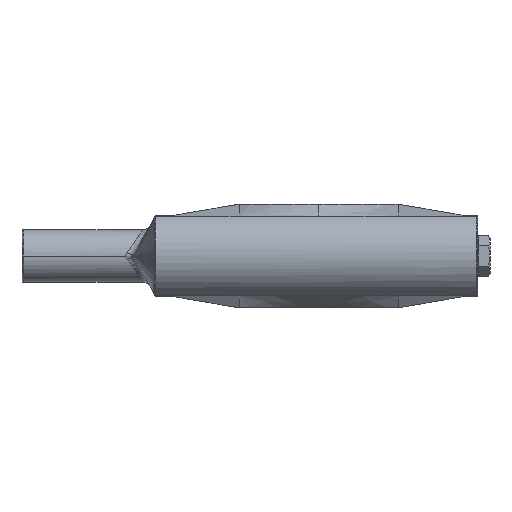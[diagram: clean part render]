
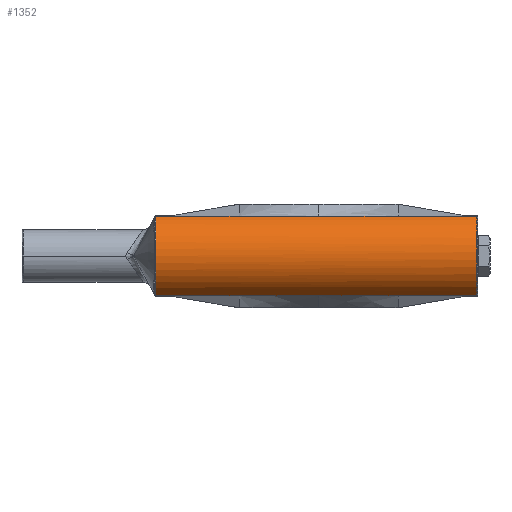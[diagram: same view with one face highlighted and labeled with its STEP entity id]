
A CAD part, left-side view. The second image highlights one B-rep face of the part: STEP entity #1352.
In plain terms, the highlighted cylindrical face has radius 14.224 mm (diameter 28.448 mm), a partial arc.
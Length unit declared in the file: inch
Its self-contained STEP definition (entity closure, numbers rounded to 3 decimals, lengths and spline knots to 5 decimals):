
#15 = DIRECTION ( 'NONE',  ( 0., 1., 0. ) ) ;
#34 = CARTESIAN_POINT ( 'NONE',  ( -1.92919, 1.12934, -0.5 ) ) ;
#150 = VERTEX_POINT ( 'NONE', #3156 ) ;
#215 = VECTOR ( 'NONE', #4427, 39.37008 ) ;
#239 = CARTESIAN_POINT ( 'NONE',  ( -1.92919, 0.938, -0.5 ) ) ;
#330 = DIRECTION ( 'NONE',  ( 0., 0., -1. ) ) ;
#420 = VERTEX_POINT ( 'NONE', #822 ) ;
#431 = EDGE_CURVE ( 'NONE', #1104, #420, #2098, .T. ) ;
#501 = FACE_OUTER_BOUND ( 'NONE', #3929, .T. ) ;
#544 = AXIS2_PLACEMENT_3D ( 'NONE', #2462, #3539, #330 ) ;
#561 = CARTESIAN_POINT ( 'NONE',  ( -1.92919, 1.27133, 0.5 ) ) ;
#617 = CARTESIAN_POINT ( 'NONE',  ( -1.677, 2.984, 0. ) ) ;
#636 = ORIENTED_EDGE ( 'NONE', *, *, #831, .T. ) ;
#688 = VECTOR ( 'NONE', #2797, 39.37008 ) ;
#702 = CARTESIAN_POINT ( 'NONE',  ( -1.92919, 0.938, -0.5 ) ) ;
#706 = CARTESIAN_POINT ( 'NONE',  ( -1.92919, -1.062, 0.5 ) ) ;
#712 = VERTEX_POINT ( 'NONE', #4407 ) ;
#804 = EDGE_CURVE ( 'NONE', #4283, #874, #3921, .T. ) ;
#822 = CARTESIAN_POINT ( 'NONE',  ( -1.92919, -0.062, -0.5 ) ) ;
#831 = EDGE_CURVE ( 'NONE', #1104, #3045, #1588, .T. ) ;
#856 = DIRECTION ( 'NONE',  ( 0., 1., 0. ) ) ;
#874 = VERTEX_POINT ( 'NONE', #1462 ) ;
#889 = DIRECTION ( 'NONE',  ( 0., 0., 1. ) ) ;
#913 = VECTOR ( 'NONE', #3879, 39.37008 ) ;
#923 = VERTEX_POINT ( 'NONE', #2856 ) ;
#941 = CARTESIAN_POINT ( 'NONE',  ( -1.92919, 1.60467, 0.5 ) ) ;
#1090 = CARTESIAN_POINT ( 'NONE',  ( -1.92919, -1.062, -0.5 ) ) ;
#1104 = VERTEX_POINT ( 'NONE', #1771 ) ;
#1159 = LINE ( 'NONE', #2568, #3452 ) ;
#1164 = CARTESIAN_POINT ( 'NONE',  ( -1.92919, 2.938, 0.5 ) ) ;
#1191 = ORIENTED_EDGE ( 'NONE', *, *, #4159, .T. ) ;
#1198 = VERTEX_POINT ( 'NONE', #2602 ) ;
#1263 = CARTESIAN_POINT ( 'NONE',  ( -1.92919, -0.062, 0.5 ) ) ;
#1269 = ORIENTED_EDGE ( 'NONE', *, *, #2978, .T. ) ;
#1343 = CARTESIAN_POINT ( 'NONE',  ( -1.677, 2.984, 0. ) ) ;
#1352 = ADVANCED_FACE ( 'NONE', ( #501 ), #1709, .T. ) ;
#1419 = LINE ( 'NONE', #706, #688 ) ;
#1462 = CARTESIAN_POINT ( 'NONE',  ( -1.92919, 1.51201, -0.5 ) ) ;
#1588 = CIRCLE ( 'NONE', #544, 0.56 ) ;
#1674 = DIRECTION ( 'NONE',  ( 0., -1., 0. ) ) ;
#1705 = DIRECTION ( 'NONE',  ( -1., 0., 0. ) ) ;
#1709 = CYLINDRICAL_SURFACE ( 'NONE', #3775, 0.56 ) ;
#1771 = CARTESIAN_POINT ( 'NONE',  ( -1.92919, -1.048, -0.5 ) ) ;
#1867 = EDGE_CURVE ( 'NONE', #923, #712, #1159, .T. ) ;
#1940 = ORIENTED_EDGE ( 'NONE', *, *, #4098, .T. ) ;
#1952 = CARTESIAN_POINT ( 'NONE',  ( -1.92919, 0.60467, 0.5 ) ) ;
#2000 = EDGE_CURVE ( 'NONE', #3375, #1198, #2439, .T. ) ;
#2004 = CARTESIAN_POINT ( 'NONE',  ( -1.92919, 0.36399, -0.5 ) ) ;
#2046 = DIRECTION ( 'NONE',  ( 0., -1., 0. ) ) ;
#2086 = VERTEX_POINT ( 'NONE', #4204 ) ;
#2098 = LINE ( 'NONE', #3317, #4164 ) ;
#2118 = ORIENTED_EDGE ( 'NONE', *, *, #1867, .T. ) ;
#2156 = VECTOR ( 'NONE', #15, 39.37008 ) ;
#2250 = DIRECTION ( 'NONE',  ( 0., -1., 0. ) ) ;
#2313 = CARTESIAN_POINT ( 'NONE',  ( -1.92919, -0.062, 0.5 ) ) ;
#2439 = B_SPLINE_CURVE_WITH_KNOTS ( 'NONE', 3,
 ( #2690, #561, #941, #3104 ),
 .UNSPECIFIED., .F., .F.,
 ( 4, 4 ),
 ( 0., 1. ),
 .UNSPECIFIED. ) ;
#2448 = CARTESIAN_POINT ( 'NONE',  ( -1.92919, 2.938, -0.5 ) ) ;
#2462 = CARTESIAN_POINT ( 'NONE',  ( -1.677, -1.048, 0. ) ) ;
#2492 = LINE ( 'NONE', #1090, #2156 ) ;
#2525 = CARTESIAN_POINT ( 'NONE',  ( -1.92919, 1.32067, -0.5 ) ) ;
#2568 = CARTESIAN_POINT ( 'NONE',  ( -1.92919, 2.938, -0.5 ) ) ;
#2602 = CARTESIAN_POINT ( 'NONE',  ( -1.92919, 1.938, 0.5 ) ) ;
#2616 = LINE ( 'NONE', #1164, #215 ) ;
#2656 = CARTESIAN_POINT ( 'NONE',  ( -1.677, -1.062, 0. ) ) ;
#2690 = CARTESIAN_POINT ( 'NONE',  ( -1.92919, 0.938, 0.5 ) ) ;
#2739 = CARTESIAN_POINT ( 'NONE',  ( -1.92919, 0.55533, -0.5 ) ) ;
#2754 = DIRECTION ( 'NONE',  ( -1., 0., 0. ) ) ;
#2797 = DIRECTION ( 'NONE',  ( 0., 1., 0. ) ) ;
#2827 = LINE ( 'NONE', #2448, #913 ) ;
#2856 = CARTESIAN_POINT ( 'NONE',  ( -1.92919, 2.984, -0.5 ) ) ;
#2877 = CARTESIAN_POINT ( 'NONE',  ( -1.92919, 0.938, -0.5 ) ) ;
#2932 = DIRECTION ( 'NONE',  ( 0., 1., 0. ) ) ;
#2972 = ORIENTED_EDGE ( 'NONE', *, *, #4150, .T. ) ;
#2978 = EDGE_CURVE ( 'NONE', #712, #874, #2827, .T. ) ;
#3020 = CARTESIAN_POINT ( 'NONE',  ( -1.92919, 0.938, 0.5 ) ) ;
#3045 = VERTEX_POINT ( 'NONE', #3894 ) ;
#3104 = CARTESIAN_POINT ( 'NONE',  ( -1.92919, 1.938, 0.5 ) ) ;
#3106 = AXIS2_PLACEMENT_3D ( 'NONE', #1343, #1674, #1705 ) ;
#3156 = CARTESIAN_POINT ( 'NONE',  ( -1.92919, 0.36399, -0.5 ) ) ;
#3213 = CARTESIAN_POINT ( 'NONE',  ( -1.92919, 1.51201, -0.5 ) ) ;
#3236 = B_SPLINE_CURVE_WITH_KNOTS ( 'NONE', 3,
 ( #3020, #1952, #4112, #2313 ),
 .UNSPECIFIED., .F., .F.,
 ( 4, 4 ),
 ( 0., 1. ),
 .UNSPECIFIED. ) ;
#3304 = VERTEX_POINT ( 'NONE', #3746 ) ;
#3317 = CARTESIAN_POINT ( 'NONE',  ( -1.92919, -1.062, -0.5 ) ) ;
#3349 = ORIENTED_EDGE ( 'NONE', *, *, #804, .F. ) ;
#3375 = VERTEX_POINT ( 'NONE', #3870 ) ;
#3445 = CIRCLE ( 'NONE', #3106, 0.56 ) ;
#3452 = VECTOR ( 'NONE', #2250, 39.37008 ) ;
#3539 = DIRECTION ( 'NONE',  ( 0., 1., 0. ) ) ;
#3580 = EDGE_CURVE ( 'NONE', #3304, #1198, #2616, .T. ) ;
#3685 = ORIENTED_EDGE ( 'NONE', *, *, #3580, .F. ) ;
#3698 = ORIENTED_EDGE ( 'NONE', *, *, #4261, .T. ) ;
#3746 = CARTESIAN_POINT ( 'NONE',  ( -1.92919, 2.984, 0.5 ) ) ;
#3757 = EDGE_CURVE ( 'NONE', #3375, #3782, #3236, .T. ) ;
#3775 = AXIS2_PLACEMENT_3D ( 'NONE', #2656, #856, #889 ) ;
#3782 = VERTEX_POINT ( 'NONE', #1263 ) ;
#3796 = ORIENTED_EDGE ( 'NONE', *, *, #2000, .T. ) ;
#3870 = CARTESIAN_POINT ( 'NONE',  ( -1.92919, 0.938, 0.5 ) ) ;
#3871 = EDGE_CURVE ( 'NONE', #420, #150, #2492, .T. ) ;
#3879 = DIRECTION ( 'NONE',  ( 0., -1., 0. ) ) ;
#3894 = CARTESIAN_POINT ( 'NONE',  ( -1.92919, -1.048, 0.5 ) ) ;
#3921 = B_SPLINE_CURVE_WITH_KNOTS ( 'NONE', 3,
 ( #702, #34, #2525, #3213 ),
 .UNSPECIFIED., .F., .F.,
 ( 4, 4 ),
 ( 0., 0.57401 ),
 .UNSPECIFIED. ) ;
#3929 = EDGE_LOOP ( 'NONE', ( #4144, #636, #3698, #3938, #3796, #3685, #1191, #2972, #2118, #1269, #3349, #1940, #4257 ) ) ;
#3938 = ORIENTED_EDGE ( 'NONE', *, *, #3757, .F. ) ;
#3979 = B_SPLINE_CURVE_WITH_KNOTS ( 'NONE', 3,
 ( #239, #4149, #2739, #2004 ),
 .UNSPECIFIED., .F., .F.,
 ( 4, 4 ),
 ( 0., 0.57401 ),
 .UNSPECIFIED. ) ;
#4098 = EDGE_CURVE ( 'NONE', #4283, #150, #3979, .T. ) ;
#4112 = CARTESIAN_POINT ( 'NONE',  ( -1.92919, 0.27133, 0.5 ) ) ;
#4144 = ORIENTED_EDGE ( 'NONE', *, *, #431, .F. ) ;
#4149 = CARTESIAN_POINT ( 'NONE',  ( -1.92919, 0.74666, -0.5 ) ) ;
#4150 = EDGE_CURVE ( 'NONE', #2086, #923, #3445, .T. ) ;
#4159 = EDGE_CURVE ( 'NONE', #3304, #2086, #4219, .T. ) ;
#4164 = VECTOR ( 'NONE', #2932, 39.37008 ) ;
#4190 = AXIS2_PLACEMENT_3D ( 'NONE', #617, #2046, #2754 ) ;
#4204 = CARTESIAN_POINT ( 'NONE',  ( -2.237, 2.984, 0. ) ) ;
#4219 = CIRCLE ( 'NONE', #4190, 0.56 ) ;
#4257 = ORIENTED_EDGE ( 'NONE', *, *, #3871, .F. ) ;
#4261 = EDGE_CURVE ( 'NONE', #3045, #3782, #1419, .T. ) ;
#4283 = VERTEX_POINT ( 'NONE', #2877 ) ;
#4407 = CARTESIAN_POINT ( 'NONE',  ( -1.92919, 1.938, -0.5 ) ) ;
#4427 = DIRECTION ( 'NONE',  ( 0., -1., 0. ) ) ;
